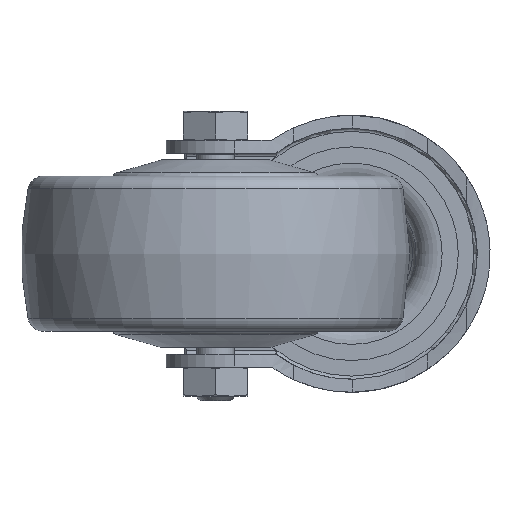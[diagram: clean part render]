
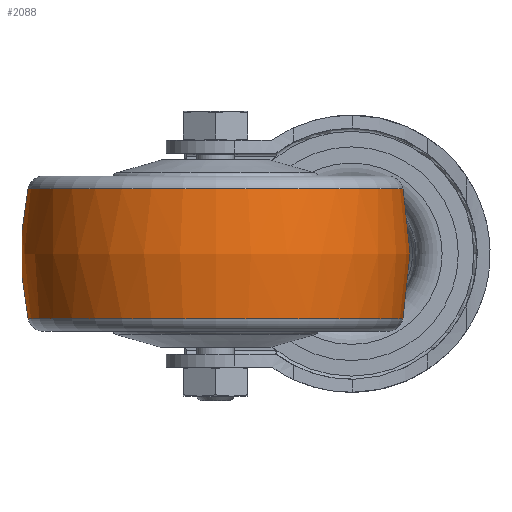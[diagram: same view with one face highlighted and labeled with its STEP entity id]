
A CAD part, front view. The second image highlights one B-rep face of the part: STEP entity #2088.
In plain terms, the highlighted free-form (B-spline) face has degree [2, 2] with [3, 9] control points.
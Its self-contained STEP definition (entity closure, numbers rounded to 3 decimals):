
#137=(
BOUNDED_SURFACE()
B_SPLINE_SURFACE(2,2,((#3549,#3550,#3551,#3552,#3553,#3554,#3555,#3556,
#3557),(#3558,#3559,#3560,#3561,#3562,#3563,#3564,#3565,#3566),(#3567,#3568,
#3569,#3570,#3571,#3572,#3573,#3574,#3575)),.UNSPECIFIED.,.F.,.T.,.F.)
B_SPLINE_SURFACE_WITH_KNOTS((3,3),(3,2,2,2,3),(-0.21,0.21),
(-3.142,-1.571,0.,1.571,3.142),
 .UNSPECIFIED.)
GEOMETRIC_REPRESENTATION_ITEM()
RATIONAL_B_SPLINE_SURFACE(((1.,0.707,1.,0.707,1.,
0.707,1.,0.707,1.),(0.978,0.692,
0.978,0.692,0.978,0.692,
0.978,0.692,0.978),(1.,0.707,
1.,0.707,1.,0.707,1.,0.707,1.)))
REPRESENTATION_ITEM('')
SURFACE()
);
#297=FACE_OUTER_BOUND('',#448,.T.);
#448=EDGE_LOOP('',(#1455,#1456,#1457,#1458));
#782=CIRCLE('',#2495,28.945);
#783=CIRCLE('',#2496,48.125);
#784=CIRCLE('',#2497,28.945);
#921=VERTEX_POINT('',#3546);
#922=VERTEX_POINT('',#3576);
#1120=EDGE_CURVE('',#921,#921,#782,.T.);
#1121=EDGE_CURVE('',#921,#922,#783,.T.);
#1122=EDGE_CURVE('',#922,#922,#784,.T.);
#1455=ORIENTED_EDGE('',*,*,#1120,.F.);
#1456=ORIENTED_EDGE('',*,*,#1121,.T.);
#1457=ORIENTED_EDGE('',*,*,#1122,.T.);
#1458=ORIENTED_EDGE('',*,*,#1121,.F.);
#2088=ADVANCED_FACE('',(#297),#137,.F.);
#2495=AXIS2_PLACEMENT_3D('',#3548,#2862,#2863);
#2496=AXIS2_PLACEMENT_3D('',#3577,#2864,#2865);
#2497=AXIS2_PLACEMENT_3D('',#3578,#2866,#2867);
#2862=DIRECTION('center_axis',(1.,0.,0.));
#2863=DIRECTION('ref_axis',(0.,0.,-1.));
#2864=DIRECTION('center_axis',(0.,-1.,0.));
#2865=DIRECTION('ref_axis',(0.,0.,
1.));
#2866=DIRECTION('center_axis',(1.,0.,0.));
#2867=DIRECTION('ref_axis',(0.,0.,-1.));
#3546=CARTESIAN_POINT('',(24.021,0.,28.945));
#3548=CARTESIAN_POINT('Origin',(24.021,0.,0.));
#3549=CARTESIAN_POINT('Ctrl Pts',(3.979,0.,
28.945));
#3550=CARTESIAN_POINT('Ctrl Pts',(3.979,-28.945,28.945));
#3551=CARTESIAN_POINT('Ctrl Pts',(3.979,-28.945,0.));
#3552=CARTESIAN_POINT('Ctrl Pts',(3.979,-28.945,-28.945));
#3553=CARTESIAN_POINT('Ctrl Pts',(3.979,0.,
-28.945));
#3554=CARTESIAN_POINT('Ctrl Pts',(3.979,28.945,-28.945));
#3555=CARTESIAN_POINT('Ctrl Pts',(3.979,28.945,0.));
#3556=CARTESIAN_POINT('Ctrl Pts',(3.979,28.945,28.945));
#3557=CARTESIAN_POINT('Ctrl Pts',(3.979,0.,
28.945));
#3558=CARTESIAN_POINT('Ctrl Pts',(14.,0.,
31.078));
#3559=CARTESIAN_POINT('Ctrl Pts',(14.,-31.078,31.078));
#3560=CARTESIAN_POINT('Ctrl Pts',(14.,-31.078,0.));
#3561=CARTESIAN_POINT('Ctrl Pts',(14.,-31.078,-31.078));
#3562=CARTESIAN_POINT('Ctrl Pts',(14.,0.,-31.078));
#3563=CARTESIAN_POINT('Ctrl Pts',(14.,31.078,-31.078));
#3564=CARTESIAN_POINT('Ctrl Pts',(14.,31.078,0.));
#3565=CARTESIAN_POINT('Ctrl Pts',(14.,31.078,31.078));
#3566=CARTESIAN_POINT('Ctrl Pts',(14.,0.,
31.078));
#3567=CARTESIAN_POINT('Ctrl Pts',(24.021,0.,
28.945));
#3568=CARTESIAN_POINT('Ctrl Pts',(24.021,-28.945,28.945));
#3569=CARTESIAN_POINT('Ctrl Pts',(24.021,-28.945,0.));
#3570=CARTESIAN_POINT('Ctrl Pts',(24.021,-28.945,-28.945));
#3571=CARTESIAN_POINT('Ctrl Pts',(24.021,0.,
-28.945));
#3572=CARTESIAN_POINT('Ctrl Pts',(24.021,28.945,-28.945));
#3573=CARTESIAN_POINT('Ctrl Pts',(24.021,28.945,0.));
#3574=CARTESIAN_POINT('Ctrl Pts',(24.021,28.945,28.945));
#3575=CARTESIAN_POINT('Ctrl Pts',(24.021,0.,
28.945));
#3576=CARTESIAN_POINT('',(3.979,0.,28.945));
#3577=CARTESIAN_POINT('Origin',(14.,0.,-18.125));
#3578=CARTESIAN_POINT('Origin',(3.979,0.,0.));
